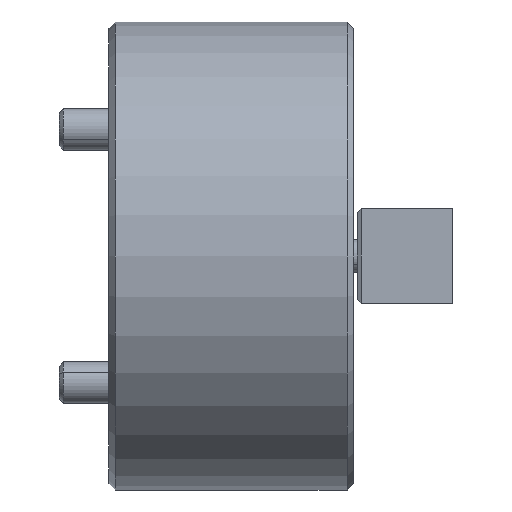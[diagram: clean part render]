
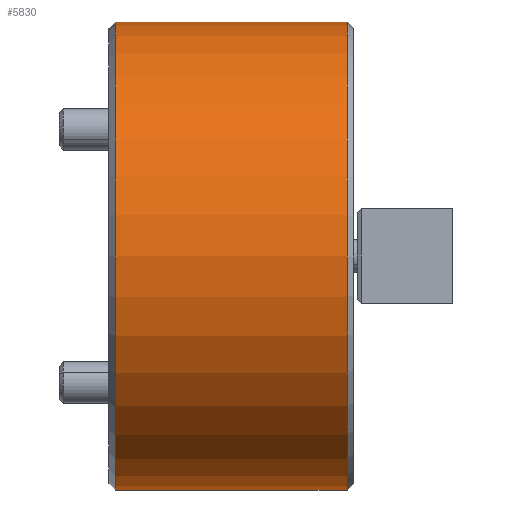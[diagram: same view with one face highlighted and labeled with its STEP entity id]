
A CAD part, front view. The second image highlights one B-rep face of the part: STEP entity #5830.
In plain terms, the highlighted cylindrical face has radius 56.5 mm (diameter 113 mm), a partial arc.
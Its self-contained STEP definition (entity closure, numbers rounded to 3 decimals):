
#987 = VERTEX_POINT ( 'NONE', #7287 ) ;
#1073 = CARTESIAN_POINT ( 'NONE',  ( -57.5, 0., 0. ) ) ;
#1668 = AXIS2_PLACEMENT_3D ( 'NONE', #1073, #9339, #2259 ) ;
#1842 = CIRCLE ( 'NONE', #1668, 56.5 ) ;
#1861 = FACE_OUTER_BOUND ( 'NONE', #14224, .T. ) ;
#2016 = VERTEX_POINT ( 'NONE', #4528 ) ;
#2259 = DIRECTION ( 'NONE',  ( 0., 0., -1. ) ) ;
#2487 = DIRECTION ( 'NONE',  ( 1., 0., 0. ) ) ;
#3577 = AXIS2_PLACEMENT_3D ( 'NONE', #9573, #2487, #10751 ) ;
#4210 = CARTESIAN_POINT ( 'NONE',  ( 0., 0., 0. ) ) ;
#4528 = CARTESIAN_POINT ( 'NONE',  ( -57.5, 0., 56.5 ) ) ;
#4991 = AXIS2_PLACEMENT_3D ( 'NONE', #4210, #6536, #13625 ) ;
#5830 = ADVANCED_FACE ( 'NONE', ( #1861 ), #7802, .T. ) ;
#6248 = EDGE_CURVE ( 'NONE', #6691, #9509, #11762, .T. ) ;
#6419 = CARTESIAN_POINT ( 'NONE',  ( 0., 0., 56.5 ) ) ;
#6536 = DIRECTION ( 'NONE',  ( 1., 0., 0. ) ) ;
#6691 = VERTEX_POINT ( 'NONE', #14018 ) ;
#7287 = CARTESIAN_POINT ( 'NONE',  ( -57.5, 0., -56.5 ) ) ;
#7301 = LINE ( 'NONE', #6419, #10410 ) ;
#7602 = CARTESIAN_POINT ( 'NONE',  ( -1.5, 0., -56.5 ) ) ;
#7802 = CYLINDRICAL_SURFACE ( 'NONE', #4991, 56.5 ) ;
#8627 = EDGE_CURVE ( 'NONE', #2016, #6691, #7301, .T. ) ;
#9050 = LINE ( 'NONE', #9939, #11441 ) ;
#9339 = DIRECTION ( 'NONE',  ( 1., 0., 0. ) ) ;
#9509 = VERTEX_POINT ( 'NONE', #7602 ) ;
#9573 = CARTESIAN_POINT ( 'NONE',  ( -1.5, 0., 0. ) ) ;
#9938 = DIRECTION ( 'NONE',  ( 1., 0., 0. ) ) ;
#9939 = CARTESIAN_POINT ( 'NONE',  ( 0., 0., -56.5 ) ) ;
#10037 = DIRECTION ( 'NONE',  ( 1., 0., 0. ) ) ;
#10410 = VECTOR ( 'NONE', #9938, 1000. ) ;
#10751 = DIRECTION ( 'NONE',  ( 0., 0., -1. ) ) ;
#11012 = EDGE_CURVE ( 'NONE', #2016, #987, #1842, .T. ) ;
#11441 = VECTOR ( 'NONE', #10037, 1000. ) ;
#11688 = ORIENTED_EDGE ( 'NONE', *, *, #8627, .F. ) ;
#11762 = CIRCLE ( 'NONE', #3577, 56.5 ) ;
#13625 = DIRECTION ( 'NONE',  ( 0., 0., -1. ) ) ;
#14018 = CARTESIAN_POINT ( 'NONE',  ( -1.5, 0., 56.5 ) ) ;
#14056 = EDGE_CURVE ( 'NONE', #987, #9509, #9050, .T. ) ;
#14224 = EDGE_LOOP ( 'NONE', ( #11688, #14632, #14406, #14453 ) ) ;
#14406 = ORIENTED_EDGE ( 'NONE', *, *, #14056, .T. ) ;
#14453 = ORIENTED_EDGE ( 'NONE', *, *, #6248, .F. ) ;
#14632 = ORIENTED_EDGE ( 'NONE', *, *, #11012, .T. ) ;
